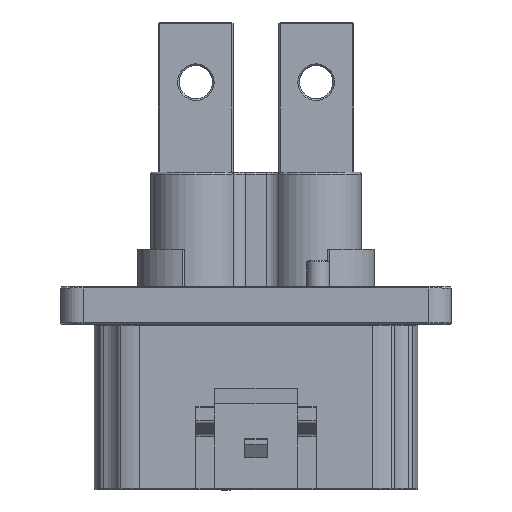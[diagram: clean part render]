
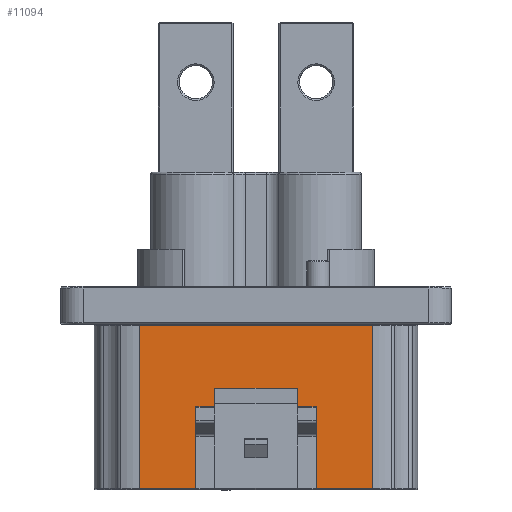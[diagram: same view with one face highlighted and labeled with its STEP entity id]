
A CAD part, top view. The second image highlights one B-rep face of the part: STEP entity #11094.
In plain terms, the highlighted planar face has unit normal (0, 0, 1).
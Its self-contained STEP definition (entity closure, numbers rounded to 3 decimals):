
#628=ORIENTED_EDGE('',*,*,#2910,.T.);
#629=ORIENTED_EDGE('',*,*,#2911,.F.);
#630=ORIENTED_EDGE('',*,*,#2912,.T.);
#631=ORIENTED_EDGE('',*,*,#2913,.F.);
#632=ORIENTED_EDGE('',*,*,#2914,.T.);
#633=ORIENTED_EDGE('',*,*,#2915,.T.);
#634=ORIENTED_EDGE('',*,*,#2916,.T.);
#635=ORIENTED_EDGE('',*,*,#2917,.T.);
#636=ORIENTED_EDGE('',*,*,#2918,.F.);
#637=ORIENTED_EDGE('',*,*,#2919,.T.);
#638=ORIENTED_EDGE('',*,*,#2920,.F.);
#639=ORIENTED_EDGE('',*,*,#2921,.F.);
#2910=EDGE_CURVE('',#4051,#4052,#4784,.T.);
#2911=EDGE_CURVE('',#4053,#4052,#4785,.T.);
#2912=EDGE_CURVE('',#4053,#4054,#4786,.T.);
#2913=EDGE_CURVE('',#4055,#4054,#4787,.T.);
#2914=EDGE_CURVE('',#4055,#4056,#4788,.T.);
#2915=EDGE_CURVE('',#4056,#4057,#4789,.F.);
#2916=EDGE_CURVE('',#4057,#4058,#4790,.T.);
#2917=EDGE_CURVE('',#4058,#4059,#4791,.T.);
#2918=EDGE_CURVE('',#4060,#4059,#4792,.T.);
#2919=EDGE_CURVE('',#4060,#4061,#4793,.F.);
#2920=EDGE_CURVE('',#4062,#4061,#4794,.T.);
#2921=EDGE_CURVE('',#4051,#4062,#4795,.T.);
#4051=VERTEX_POINT('',#14758);
#4052=VERTEX_POINT('',#14759);
#4053=VERTEX_POINT('',#14761);
#4054=VERTEX_POINT('',#14763);
#4055=VERTEX_POINT('',#14765);
#4056=VERTEX_POINT('',#14767);
#4057=VERTEX_POINT('',#14769);
#4058=VERTEX_POINT('',#14771);
#4059=VERTEX_POINT('',#14773);
#4060=VERTEX_POINT('',#14775);
#4061=VERTEX_POINT('',#14777);
#4062=VERTEX_POINT('',#14779);
#4784=LINE('',#14757,#5532);
#4785=LINE('',#14760,#5533);
#4786=LINE('',#14762,#5534);
#4787=LINE('',#14764,#5535);
#4788=LINE('',#14766,#5536);
#4789=LINE('',#14768,#5537);
#4790=LINE('',#14770,#5538);
#4791=LINE('',#14772,#5539);
#4792=LINE('',#14774,#5540);
#4793=LINE('',#14776,#5541);
#4794=LINE('',#14778,#5542);
#4795=LINE('',#14780,#5543);
#5532=VECTOR('',#12395,1000.);
#5533=VECTOR('',#12396,1000.);
#5534=VECTOR('',#12397,1000.);
#5535=VECTOR('',#12398,1000.);
#5536=VECTOR('',#12399,1000.);
#5537=VECTOR('',#12400,1000.);
#5538=VECTOR('',#12401,1000.);
#5539=VECTOR('',#12402,1000.);
#5540=VECTOR('',#12403,1000.);
#5541=VECTOR('',#12404,1000.);
#5542=VECTOR('',#12405,1000.);
#5543=VECTOR('',#12406,1000.);
#6280=EDGE_LOOP('',(#628,#629,#630,#631,#632,#633,#634,#635,#636,#637,#638,
#639));
#6852=FACE_BOUND('',#6280,.T.);
#7424=PLANE('',#11584);
#11094=ADVANCED_FACE('',(#6852),#7424,.F.);
#11584=AXIS2_PLACEMENT_3D('',#14756,#12393,#12394);
#12393=DIRECTION('',(0.,0.,-1.));
#12394=DIRECTION('',(-1.,0.,0.));
#12395=DIRECTION('',(0.,1.,0.));
#12396=DIRECTION('',(-1.,0.,0.));
#12397=DIRECTION('',(0.,-1.,0.));
#12398=DIRECTION('',(-1.,0.,0.));
#12399=DIRECTION('',(0.,-1.,0.));
#12400=DIRECTION('',(-1.,0.,0.));
#12401=DIRECTION('',(0.,1.,0.));
#12402=DIRECTION('',(-1.,0.,0.));
#12403=DIRECTION('',(0.,1.,0.));
#12404=DIRECTION('',(-1.,0.,0.));
#12405=DIRECTION('',(0.,-1.,0.));
#12406=DIRECTION('',(-1.,0.,0.));
#14756=CARTESIAN_POINT('',(15.5,-22.,14.25));
#14757=CARTESIAN_POINT('',(-5.5,-11.,14.25));
#14758=CARTESIAN_POINT('',(-5.5,-11.,14.25));
#14759=CARTESIAN_POINT('',(-5.5,-8.502,14.25));
#14760=CARTESIAN_POINT('',(5.5,-8.502,14.25));
#14761=CARTESIAN_POINT('',(5.5,-8.502,14.25));
#14762=CARTESIAN_POINT('',(5.5,-11.,14.25));
#14763=CARTESIAN_POINT('',(5.5,-11.,14.25));
#14764=CARTESIAN_POINT('',(8.,-11.,14.25));
#14765=CARTESIAN_POINT('',(8.,-11.,14.25));
#14766=CARTESIAN_POINT('',(8.,-11.,14.25));
#14767=CARTESIAN_POINT('',(8.,-21.85,14.25));
#14768=CARTESIAN_POINT('',(15.5,-21.85,14.25));
#14769=CARTESIAN_POINT('',(15.5,-21.85,14.25));
#14770=CARTESIAN_POINT('',(15.5,-22.,14.25));
#14771=CARTESIAN_POINT('',(15.5,-0.15,14.25));
#14772=CARTESIAN_POINT('',(-15.5,-0.15,14.25));
#14773=CARTESIAN_POINT('',(-15.5,-0.15,14.25));
#14774=CARTESIAN_POINT('',(-15.5,-22.,14.25));
#14775=CARTESIAN_POINT('',(-15.5,-21.85,14.25));
#14776=CARTESIAN_POINT('',(-8.,-21.85,14.25));
#14777=CARTESIAN_POINT('',(-8.,-21.85,14.25));
#14778=CARTESIAN_POINT('',(-8.,-11.,14.25));
#14779=CARTESIAN_POINT('',(-8.,-11.,14.25));
#14780=CARTESIAN_POINT('',(-5.5,-11.,14.25));
